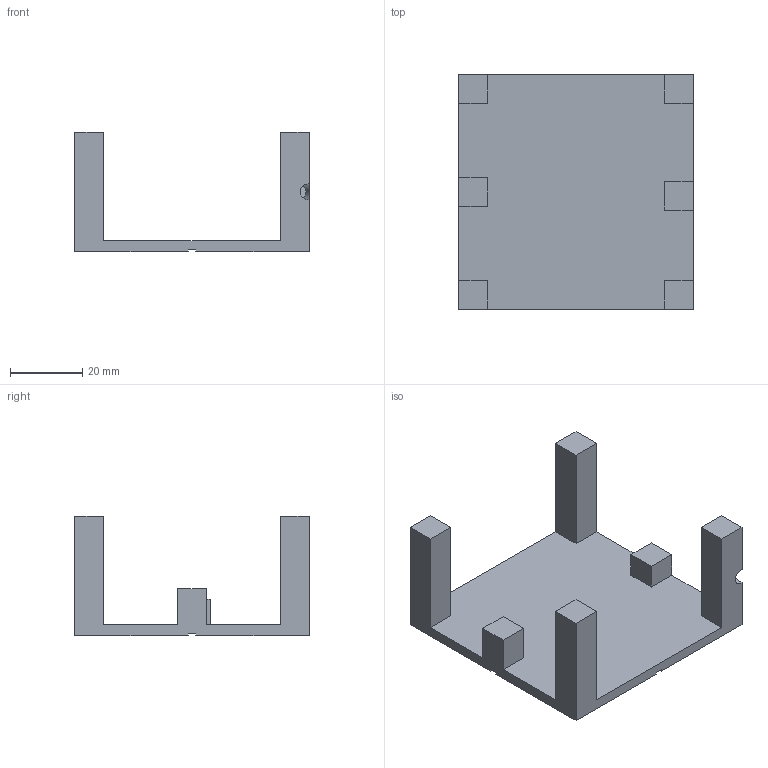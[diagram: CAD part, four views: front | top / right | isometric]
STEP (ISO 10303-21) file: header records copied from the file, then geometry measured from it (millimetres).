
FILE_DESCRIPTION(/* description */ (''),/* implementation_level */ '2;1');
FILE_NAME(/* name */ 'evetac-optitrack-marker-holder-small.step',/* time_stamp */ '2023-11-10T15:51:13+01:00',/* author */ (''),/* organization */ (''),/* preprocessor_version */ 'ST-DEVELOPER v20',/* originating_system */ 'Autodesk Translation Framework v12.14.0.127',/* authorisation */ '');
FILE_SCHEMA (('AUTOMOTIVE_DESIGN { 1 0 10303 214 3 1 1 }'));
Length unit declared in the file: millimetre
Products named in the file (1): evetac-optitrack-marker-holder-small
Bounding box: 65 x 65 x 33 mm (x, y, z)
Volume: 21063.8 mm3; surface area: 13925.3 mm2
Topology: 1 solids, 1 shells, 44 faces, 121 edges, 80 vertices
Faces by surface type: plane 41, cylinder 3
Full cylindrical faces by diameter (mm): 4.5 x3
Entity records: 1410 total; most frequent: CARTESIAN_POINT 246, ORIENTED_EDGE 242, DIRECTION 219, EDGE_CURVE 121, LINE 113, VECTOR 113, VERTEX_POINT 80, AXIS2_PLACEMENT_3D 53
